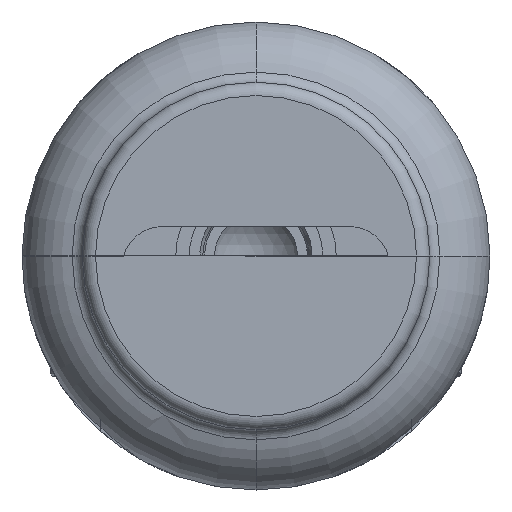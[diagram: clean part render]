
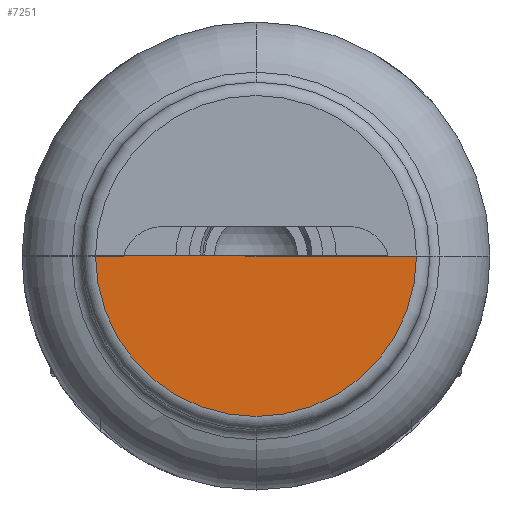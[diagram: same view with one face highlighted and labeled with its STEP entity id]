
A CAD part, front view. The second image highlights one B-rep face of the part: STEP entity #7251.
In plain terms, the highlighted planar face has unit normal (0, -1, 0).
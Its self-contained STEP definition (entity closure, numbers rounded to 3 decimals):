
#7251 = ADVANCED_FACE ( 'NONE', ( #12440 ), #12415, .F. ) ;
#7252 = EDGE_LOOP ( 'NONE', ( #10840, #7260 ) ) ;
#7260 = ORIENTED_EDGE ( 'NONE', *, *, #7261, .T. ) ;
#7261 = EDGE_CURVE ( 'NONE', #10842, #10843, #12616, .T. ) ;
#10840 = ORIENTED_EDGE ( 'NONE', *, *, #10841, .F. ) ;
#10841 = EDGE_CURVE ( 'NONE', #10842, #10843, #15967, .T. ) ;
#10842 = VERTEX_POINT ( 'NONE', #15945 ) ;
#10843 = VERTEX_POINT ( 'NONE', #15944 ) ;
#12413 = CARTESIAN_POINT ( 'NONE',  ( 0., -19., 0. ) ) ;
#12414 = AXIS2_PLACEMENT_3D ( 'NONE', #12413, #12631, #12630 ) ;
#12415 = PLANE ( 'NONE',  #12414 ) ;
#12440 = FACE_OUTER_BOUND ( 'NONE', #7252, .T. ) ;
#12612 = DIRECTION ( 'NONE',  ( 0., 0., 1. ) ) ;
#12613 = DIRECTION ( 'NONE',  ( 0., -1., 0. ) ) ;
#12614 = CARTESIAN_POINT ( 'NONE',  ( 0., -19., 0. ) ) ;
#12615 = AXIS2_PLACEMENT_3D ( 'NONE', #12614, #12613, #12612 ) ;
#12616 = CIRCLE ( 'NONE', #12615, 6. ) ;
#12630 = DIRECTION ( 'NONE',  ( 0., 0., 1. ) ) ;
#12631 = DIRECTION ( 'NONE',  ( 0., 1., 0. ) ) ;
#15944 = CARTESIAN_POINT ( 'NONE',  ( 6., -19., 0. ) ) ;
#15945 = CARTESIAN_POINT ( 'NONE',  ( -6., -19., 0. ) ) ;
#15946 = DIRECTION ( 'NONE',  ( 1., 0., 0. ) ) ;
#15947 = VECTOR ( 'NONE', #15946, 1000. ) ;
#15948 = CARTESIAN_POINT ( 'NONE',  ( 0., -19., 0. ) ) ;
#15967 = LINE ( 'NONE', #15948, #15947 ) ;
